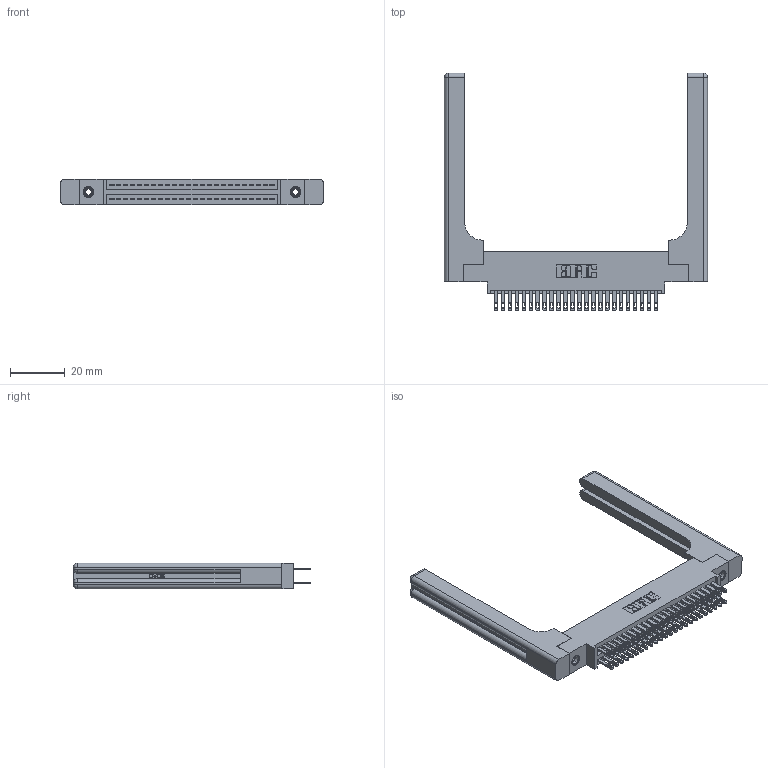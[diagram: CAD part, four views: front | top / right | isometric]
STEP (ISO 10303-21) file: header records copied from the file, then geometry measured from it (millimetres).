
FILE_DESCRIPTION (( 'STEP AP203' ), '1' );
FILE_NAME ('345-048-500-858.STEP', '2019-10-29T03:43:56', ( '' ), ( '' ), 'SwSTEP 2.0', 'SolidWorks 2016', '' );
FILE_SCHEMA (( 'CONFIG_CONTROL_DESIGN' ));
Length unit declared in the file: inch
Products named in the file (5): 345 Part_0.170 Offset - 0.156 Dia-TH; 345-048-500-858; 345-292-001_345-293-100; 345-250-001_345-250-001-102; 345-220-058_345-220-058
Assembly tree (53 placements, depth 2):
  345-048-500-858
    345 Part_0.170 Offset - 0.156 Dia-TH
    345-292-001_345-293-100  x48
    345-250-001_345-250-001-102  x2
    345-220-058_345-220-058  x2
Bounding box: 95.99 x 86.79 x 9.4 mm (x, y, z)
Volume: 17665.6 mm3; surface area: 18928.3 mm2
Topology: 53 solids, 53 shells, 2594 faces, 7787 edges, 5170 vertices
Faces by surface type: plane 1528, cylinder 1006, bspline 36, cone 12, sphere 8, torus 4
Entity records: 26498 total; most frequent: CARTESIAN_POINT 5453, ORIENTED_EDGE 4184, DIRECTION 3764, EDGE_CURVE 2092, LINE 1768, VECTOR 1768, VERTEX_POINT 1386, AXIS2_PLACEMENT_3D 998
